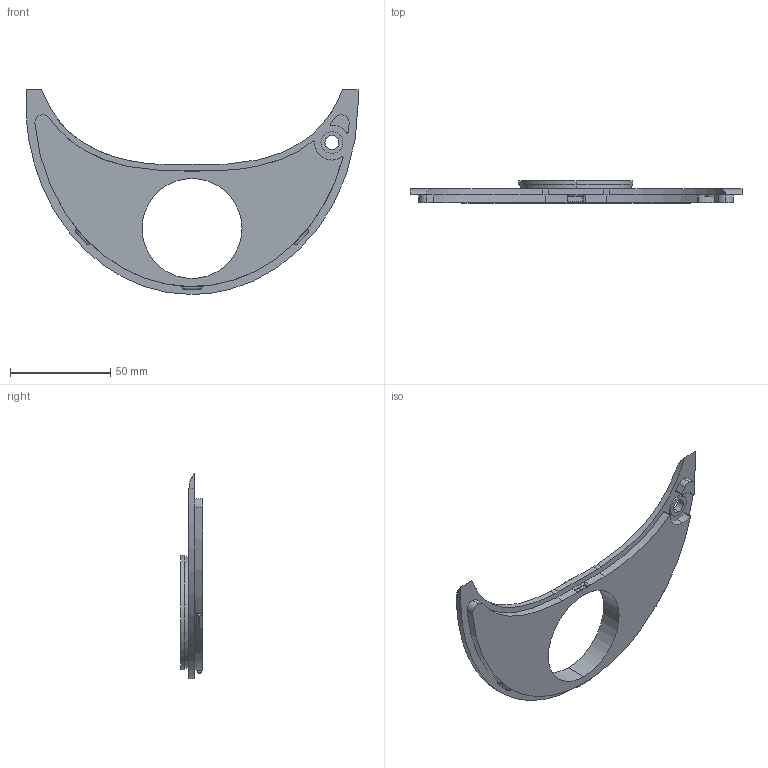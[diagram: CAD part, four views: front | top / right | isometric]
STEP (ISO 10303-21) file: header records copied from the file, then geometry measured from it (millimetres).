
FILE_DESCRIPTION (( 'STEP AP214' ), '1' );
FILE_NAME ('Lid.STEP', '2024-03-15T23:40:14', ( '' ), ( '' ), 'SwSTEP 2.0', 'SolidWorks 2024', '' );
FILE_SCHEMA (( 'AUTOMOTIVE_DESIGN' ));
Length unit declared in the file: millimetre
Products named in the file (1): Lid
Bounding box: 166 x 11 x 102.5 mm (x, y, z)
Volume: 44175.7 mm3; surface area: 20436.7 mm2
Topology: 1 solids, 1 shells, 117 faces, 303 edges, 200 vertices
Faces by surface type: plane 64, cylinder 38, bspline 15
Entity records: 4064 total; most frequent: CARTESIAN_POINT 1286, ORIENTED_EDGE 606, DIRECTION 508, EDGE_CURVE 303, VERTEX_POINT 200, LINE 182, VECTOR 182, AXIS2_PLACEMENT_3D 163
